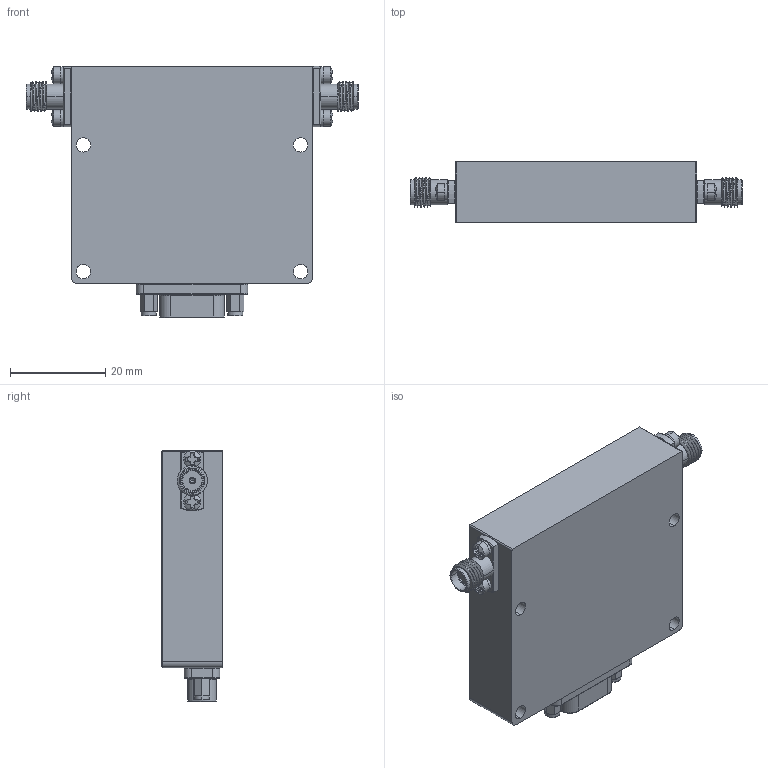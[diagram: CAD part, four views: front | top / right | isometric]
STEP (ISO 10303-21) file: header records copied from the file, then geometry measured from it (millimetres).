
FILE_DESCRIPTION (( 'STEP AP214' ), '1' );
FILE_NAME ('DTA-18G40G-60-CD-1.STEP', '2023-09-01T18:04:52', ( '' ), ( '' ), 'SwSTEP 2.0', 'SolidWorks 2023', '' );
FILE_SCHEMA (( 'AUTOMOTIVE_DESIGN' ));
Length unit declared in the file: inch
Products named in the file (1): DTA-18G40G-60-CD-1
Bounding box: 69.85 x 12.83 x 52.86 mm (x, y, z)
Volume: 30889.2 mm3; surface area: 14694.8 mm2
Topology: 17 solids, 17 shells, 1309 faces, 4507 edges, 3399 vertices
Faces by surface type: plane 486, cylinder 432, cone 213, bspline 86, torus 84, sphere 8
Entity records: 82272 total; most frequent: CARTESIAN_POINT 26882, ORIENTED_EDGE 8930, DIRECTION 6831, EDGE_CURVE 4465, VERTEX_POINT 3399, AXIS2_PLACEMENT_3D 2443, LINE 1945, VECTOR 1945
